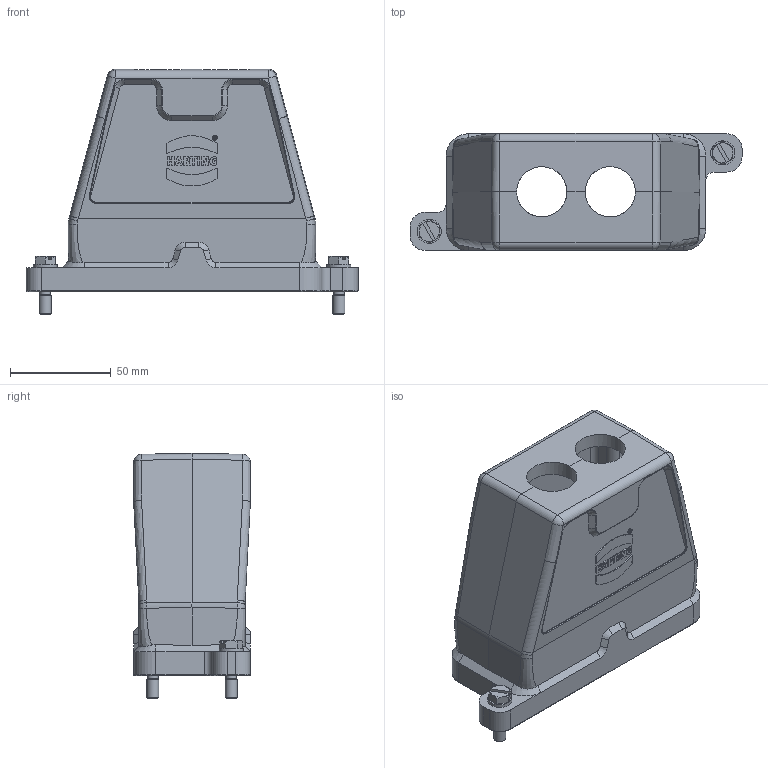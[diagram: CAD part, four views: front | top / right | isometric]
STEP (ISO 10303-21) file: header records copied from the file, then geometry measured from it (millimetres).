
FILE_DESCRIPTION(/* description */ (''),/* implementation_level */ '2;1');
FILE_NAME(/* name */ '100095008ugm000_c.stp',/* time_stamp */ '2017-11-06T09:13:28+01:00',/* author */ (''),/* organization */ (''),/* preprocessor_version */ 'ST-DEVELOPER v16',/* originating_system */ 'SIEMENS PLM Software NX 10.0',/* authorisation */ '');
FILE_SCHEMA (('AUTOMOTIVE_DESIGN { 1 0 10303 214 3 1 1 1 }'));
Length unit declared in the file: millimetre
Products named in the file (1): 100095008ugm000_c
Bounding box: 165 x 58 x 121.9 mm (x, y, z)
Volume: 200779.5 mm3; surface area: 85606 mm2
Topology: 1 solids, 1 shells, 536 faces, 1334 edges, 826 vertices
Faces by surface type: plane 240, cylinder 121, bspline 117, cone 54, sphere 4
Full cylindrical faces by diameter (mm): 1.883 x1, 2.464 x1, 3 x4, 5.3 x2, 6 x2, 6.2 x2, 12 x2, 13 x2, 14 x2, 25 x2
Entity records: 21947 total; most frequent: CARTESIAN_POINT 9246, ORIENTED_EDGE 2562, DIRECTION 2071, EDGE_CURVE 1281, VERTEX_POINT 810, AXIS2_PLACEMENT_3D 694, LINE 683, VECTOR 683
